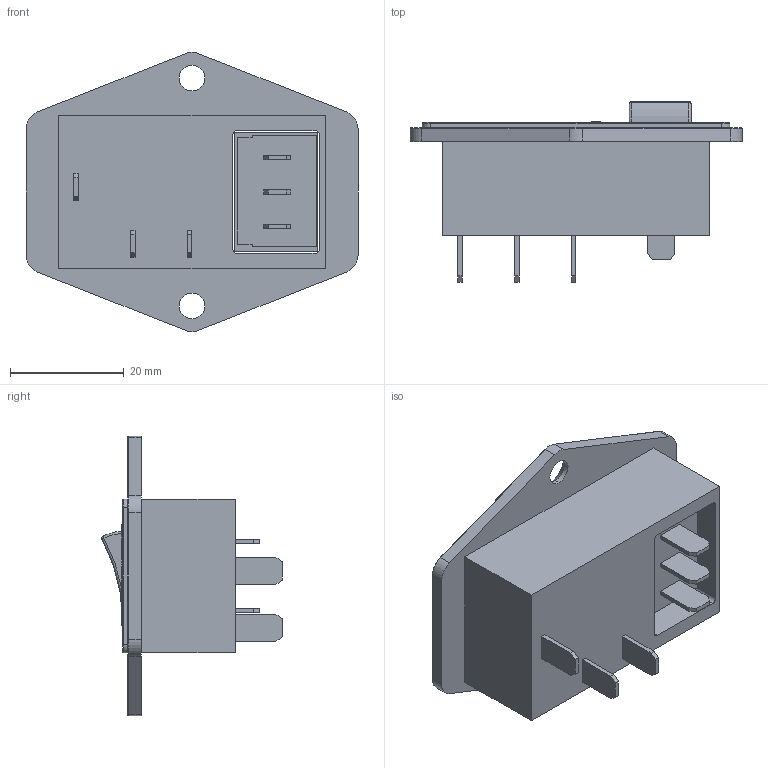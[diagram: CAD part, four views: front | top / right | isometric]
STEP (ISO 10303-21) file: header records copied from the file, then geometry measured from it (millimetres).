
FILE_DESCRIPTION (( 'STEP AP214' ), '1' );
FILE_NAME ('Power Inlet with Switch_STEP.STEP', '2014-09-23T14:01:45', ( '' ), ( '' ), 'SwSTEP 2.0', 'SolidWorks 2012', '' );
FILE_SCHEMA (( 'AUTOMOTIVE_DESIGN' ));
Length unit declared in the file: millimetre
Products named in the file (1): Power Inlet with Switch_STEP
Bounding box: 58.3 x 31.75 x 49.03 mm (x, y, z)
Volume: 16024.4 mm3; surface area: 13904.5 mm2
Topology: 3 solids, 3 shells, 501 faces, 1302 edges, 850 vertices
Faces by surface type: plane 349, bspline 93, cylinder 44, torus 11, cone 4
Entity records: 23164 total; most frequent: CARTESIAN_POINT 10360, ORIENTED_EDGE 2600, DIRECTION 2049, EDGE_CURVE 1300, VECTOR 1013, LINE 1013, VERTEX_POINT 850, EDGE_LOOP 552
